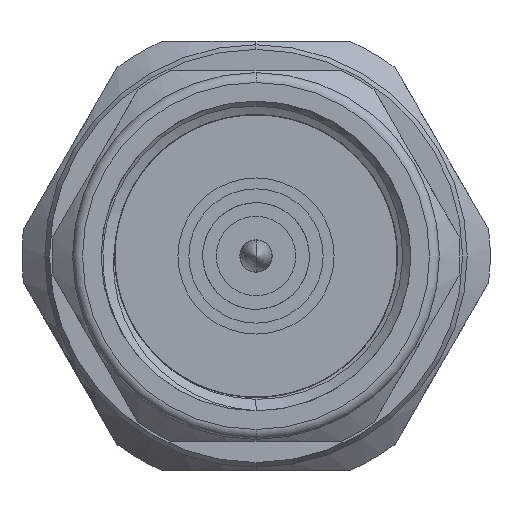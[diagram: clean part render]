
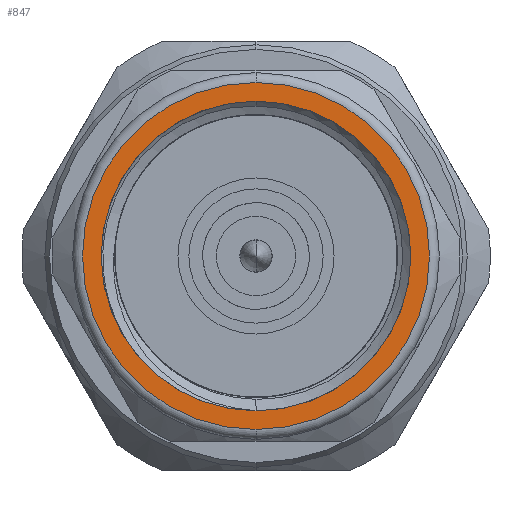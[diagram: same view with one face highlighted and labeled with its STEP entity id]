
A CAD part, left-side view. The second image highlights one B-rep face of the part: STEP entity #847.
In plain terms, the highlighted planar face has unit normal (-1, 0, 0).
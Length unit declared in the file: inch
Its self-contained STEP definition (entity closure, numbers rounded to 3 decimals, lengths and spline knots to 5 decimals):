
#48 = ORIENTED_EDGE ( 'NONE', *, *, #2171, .T. ) ;
#328 = DIRECTION ( 'NONE',  ( 0., 0., 1. ) ) ;
#847 = ADVANCED_FACE ( 'NONE', ( #8007, #6428 ), #2088, .F. ) ;
#1291 = AXIS2_PLACEMENT_3D ( 'NONE', #2887, #9578, #328 ) ;
#1500 = EDGE_CURVE ( 'NONE', #6884, #6634, #6681, .T. ) ;
#2088 = PLANE ( 'NONE',  #4622 ) ;
#2143 = VERTEX_POINT ( 'NONE', #8822 ) ;
#2171 = EDGE_CURVE ( 'NONE', #6634, #6884, #3375, .T. ) ;
#2503 = DIRECTION ( 'NONE',  ( 0., 0., -1. ) ) ;
#2817 = CARTESIAN_POINT ( 'NONE',  ( 0., 0., -0.35 ) ) ;
#2887 = CARTESIAN_POINT ( 'NONE',  ( 0., 0., 0. ) ) ;
#3287 = EDGE_LOOP ( 'NONE', ( #7606, #6632 ) ) ;
#3327 = DIRECTION ( 'NONE',  ( -1., 0., 0. ) ) ;
#3375 = CIRCLE ( 'NONE', #10036, 0.35 ) ;
#3839 = DIRECTION ( 'NONE',  ( 1., 0., 0. ) ) ;
#4047 = DIRECTION ( 'NONE',  ( -1., 0., 0. ) ) ;
#4100 = CARTESIAN_POINT ( 'NONE',  ( 0., 0., 0.3125 ) ) ;
#4119 = DIRECTION ( 'NONE',  ( 0., 0., 1. ) ) ;
#4388 = CARTESIAN_POINT ( 'NONE',  ( 0., 0., 0.35 ) ) ;
#4461 = AXIS2_PLACEMENT_3D ( 'NONE', #5775, #9102, #4119 ) ;
#4622 = AXIS2_PLACEMENT_3D ( 'NONE', #8873, #3839, #7189 ) ;
#4946 = CARTESIAN_POINT ( 'NONE',  ( 0., 0., 0. ) ) ;
#5215 = EDGE_CURVE ( 'NONE', #2143, #9505, #6212, .T. ) ;
#5775 = CARTESIAN_POINT ( 'NONE',  ( 0., 0., 0. ) ) ;
#5965 = ORIENTED_EDGE ( 'NONE', *, *, #1500, .T. ) ;
#6212 = CIRCLE ( 'NONE', #4461, 0.3125 ) ;
#6428 = FACE_OUTER_BOUND ( 'NONE', #7521, .T. ) ;
#6526 = DIRECTION ( 'NONE',  ( 0., 0., -1. ) ) ;
#6632 = ORIENTED_EDGE ( 'NONE', *, *, #5215, .F. ) ;
#6634 = VERTEX_POINT ( 'NONE', #2817 ) ;
#6681 = CIRCLE ( 'NONE', #9645, 0.35 ) ;
#6884 = VERTEX_POINT ( 'NONE', #4388 ) ;
#7189 = DIRECTION ( 'NONE',  ( 0., 0., -1. ) ) ;
#7521 = EDGE_LOOP ( 'NONE', ( #48, #5965 ) ) ;
#7606 = ORIENTED_EDGE ( 'NONE', *, *, #10742, .F. ) ;
#8007 = FACE_BOUND ( 'NONE', #3287, .T. ) ;
#8193 = CARTESIAN_POINT ( 'NONE',  ( 0., 0., 0. ) ) ;
#8822 = CARTESIAN_POINT ( 'NONE',  ( 0., 0., -0.3125 ) ) ;
#8873 = CARTESIAN_POINT ( 'NONE',  ( 0., 0., 0. ) ) ;
#9102 = DIRECTION ( 'NONE',  ( -1., 0., 0. ) ) ;
#9505 = VERTEX_POINT ( 'NONE', #4100 ) ;
#9578 = DIRECTION ( 'NONE',  ( -1., 0., 0. ) ) ;
#9645 = AXIS2_PLACEMENT_3D ( 'NONE', #8193, #3327, #2503 ) ;
#9862 = CIRCLE ( 'NONE', #1291, 0.3125 ) ;
#10036 = AXIS2_PLACEMENT_3D ( 'NONE', #4946, #4047, #6526 ) ;
#10742 = EDGE_CURVE ( 'NONE', #9505, #2143, #9862, .T. ) ;
